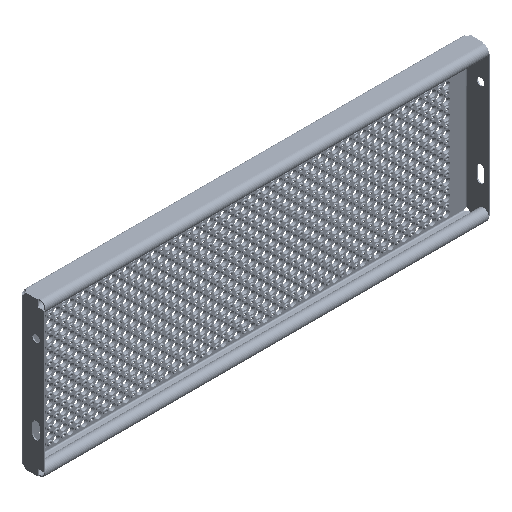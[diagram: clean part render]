
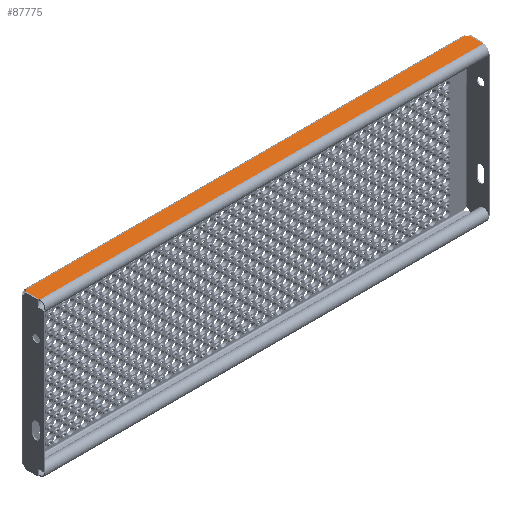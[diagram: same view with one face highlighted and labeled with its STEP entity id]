
A CAD part, isometric view. The second image highlights one B-rep face of the part: STEP entity #87775.
In plain terms, the highlighted planar face has unit normal (0, 0, 1).
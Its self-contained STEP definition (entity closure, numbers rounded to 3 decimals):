
#10138 = ORIENTED_EDGE ( 'NONE', *, *, #92427, .T. ) ;
#10142 = ORIENTED_EDGE ( 'NONE', *, *, #92425, .T. ) ;
#10143 = ORIENTED_EDGE ( 'NONE', *, *, #92444, .F. ) ;
#10145 = ORIENTED_EDGE ( 'NONE', *, *, #92435, .T. ) ;
#10147 = ORIENTED_EDGE ( 'NONE', *, *, #92423, .T. ) ;
#10151 = ORIENTED_EDGE ( 'NONE', *, *, #92468, .T. ) ;
#31909 = CARTESIAN_POINT ( 'NONE',  ( -397.99, -32.498, 137.5 ) ) ;
#31910 = CARTESIAN_POINT ( 'NONE',  ( -397.99, -7.185, 137.5 ) ) ;
#31912 = CARTESIAN_POINT ( 'NONE',  ( -394.302, -4., 137.5 ) ) ;
#31913 = CARTESIAN_POINT ( 'NONE',  ( 394.302, -4., 137.5 ) ) ;
#31916 = CARTESIAN_POINT ( 'NONE',  ( 397.99, -32.498, 137.5 ) ) ;
#31918 = CARTESIAN_POINT ( 'NONE',  ( 397.99, -7.185, 137.5 ) ) ;
#49431 = AXIS2_PLACEMENT_3D ( 'NONE', #56310, #56311, #56312 ) ;
#56309 = PLANE ( 'NONE',  #49431 ) ;
#56310 = CARTESIAN_POINT ( 'NONE',  ( -399., 270.712, 137.5 ) ) ;
#56311 = DIRECTION ( 'NONE',  ( 0., 0., 1. ) ) ;
#56312 = DIRECTION ( 'NONE',  ( 0., -1., 0. ) ) ;
#63403 = FACE_OUTER_BOUND ( 'NONE', #103867, .T. ) ;
#68620 = VERTEX_POINT ( 'NONE', #31909 ) ;
#68621 = VERTEX_POINT ( 'NONE', #31910 ) ;
#68623 = VERTEX_POINT ( 'NONE', #31912 ) ;
#68624 = VERTEX_POINT ( 'NONE', #31913 ) ;
#68627 = VERTEX_POINT ( 'NONE', #31916 ) ;
#68629 = VERTEX_POINT ( 'NONE', #31918 ) ;
#76473 = LINE ( 'NONE', #111559, #97040 ) ;
#76475 = LINE ( 'NONE', #111587, #97058 ) ;
#76479 = LINE ( 'NONE', #111610, #97073 ) ;
#76482 = LINE ( 'NONE', #111733, #97097 ) ;
#87775 = ADVANCED_FACE ( 'NONE', ( #63403 ), #56309, .T. ) ;
#92423 = EDGE_CURVE ( 'NONE', #68623, #68621, #97032, .T. ) ;
#92425 = EDGE_CURVE ( 'NONE', #68620, #68627, #76473, .T. ) ;
#92427 = EDGE_CURVE ( 'NONE', #68629, #68624, #97028, .T. ) ;
#92435 = EDGE_CURVE ( 'NONE', #68627, #68629, #76475, .T. ) ;
#92444 = EDGE_CURVE ( 'NONE', #68623, #68624, #76479, .T. ) ;
#92468 = EDGE_CURVE ( 'NONE', #68621, #68620, #76482, .T. ) ;
#97028 = CIRCLE ( 'NONE', #97043, 5. ) ;
#97032 = CIRCLE ( 'NONE', #97036, 5. ) ;
#97036 = AXIS2_PLACEMENT_3D ( 'NONE', #111553, #111554, #111555 ) ;
#97040 = VECTOR ( 'NONE', #111560, 1000. ) ;
#97043 = AXIS2_PLACEMENT_3D ( 'NONE', #111564, #111565, #111566 ) ;
#97058 = VECTOR ( 'NONE', #111588, 1000. ) ;
#97073 = VECTOR ( 'NONE', #111611, 1000. ) ;
#97097 = VECTOR ( 'NONE', #111734, 1000. ) ;
#103867 = EDGE_LOOP ( 'NONE', ( #10142, #10145, #10138, #10143, #10147, #10151 ) ) ;
#111553 = CARTESIAN_POINT ( 'NONE',  ( -399., -2.288, 137.5 ) ) ;
#111554 = DIRECTION ( 'NONE',  ( 0., 0., -1. ) ) ;
#111555 = DIRECTION ( 'NONE',  ( 0., -1., 0. ) ) ;
#111559 = CARTESIAN_POINT ( 'NONE',  ( -397.99, -32.498, 137.5 ) ) ;
#111560 = DIRECTION ( 'NONE',  ( 1., 0., 0. ) ) ;
#111564 = CARTESIAN_POINT ( 'NONE',  ( 399., -2.288, 137.5 ) ) ;
#111565 = DIRECTION ( 'NONE',  ( 0., 0., -1. ) ) ;
#111566 = DIRECTION ( 'NONE',  ( 0., -1., 0. ) ) ;
#111587 = CARTESIAN_POINT ( 'NONE',  ( 397.99, -7.185, 137.5 ) ) ;
#111588 = DIRECTION ( 'NONE',  ( 0., 1., 0. ) ) ;
#111610 = CARTESIAN_POINT ( 'NONE',  ( -399., -4., 137.5 ) ) ;
#111611 = DIRECTION ( 'NONE',  ( 1., 0., 0. ) ) ;
#111733 = CARTESIAN_POINT ( 'NONE',  ( -397.99, -7.185, 137.5 ) ) ;
#111734 = DIRECTION ( 'NONE',  ( 0., -1., 0. ) ) ;
